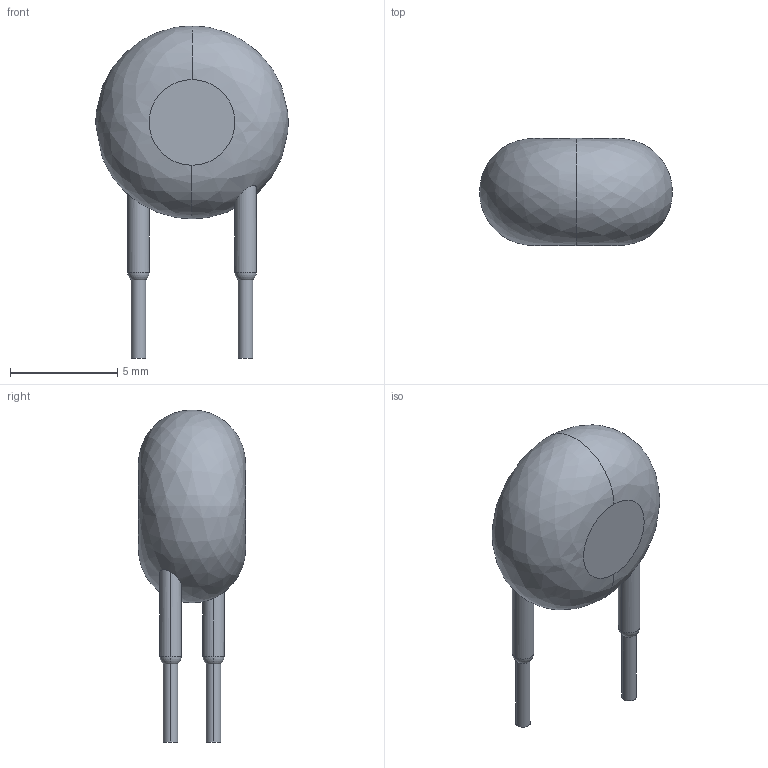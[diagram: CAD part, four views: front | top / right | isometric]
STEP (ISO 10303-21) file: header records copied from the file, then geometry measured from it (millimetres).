
FILE_DESCRIPTION((''),'2;1');
FILE_NAME('VAR_LITTELFUSE_V8ZA1P.stp','2015-10-15T11:55:43',(''),(''),'Mechanical Desktop 2011','Mechanical Desktop 2011',', , ');
FILE_SCHEMA(('AUTOMOTIVE_DESIGN { 1 2 10303 214 1 1 1 1 }'));
Length unit declared in the file: millimetre
Products named in the file (1): Product
Bounding box: 9 x 5 x 15.5 mm (x, y, z)
Volume: 260.6 mm3; surface area: 244.6 mm2
Topology: 3 solids, 3 shells, 20 faces, 46 edges, 30 vertices
Faces by surface type: cylinder 8, plane 6, sphere 4, bspline 2
Entity records: 850 total; most frequent: CARTESIAN_POINT 363, DIRECTION 94, ORIENTED_EDGE 84, AXIS2_PLACEMENT_3D 43, EDGE_CURVE 42, VERTEX_POINT 30, CIRCLE 24, EDGE_LOOP 22
